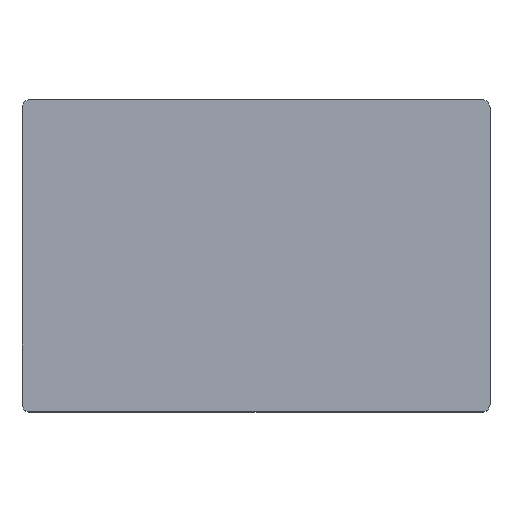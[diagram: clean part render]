
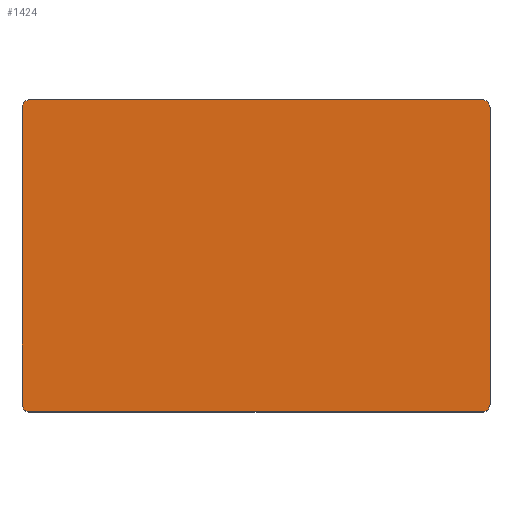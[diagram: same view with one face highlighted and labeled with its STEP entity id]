
A CAD part, top view. The second image highlights one B-rep face of the part: STEP entity #1424.
In plain terms, the highlighted planar face has unit normal (0, 0, 1).
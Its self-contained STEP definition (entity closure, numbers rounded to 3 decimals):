
#92=PLANE('',#1568);
#168=FACE_OUTER_BOUND('',#254,.T.);
#254=EDGE_LOOP('',(#1302,#1303,#1304,#1305,#1306,#1307,#1308,#1309));
#401=LINE('',#2338,#558);
#405=LINE('',#2350,#562);
#409=LINE('',#2362,#566);
#413=LINE('',#2372,#570);
#558=VECTOR('',#1926,10.);
#562=VECTOR('',#1938,10.);
#566=VECTOR('',#1950,10.);
#570=VECTOR('',#1962,10.);
#604=CIRCLE('',#1554,2.);
#606=CIRCLE('',#1558,2.);
#608=CIRCLE('',#1562,2.);
#610=CIRCLE('',#1566,2.);
#725=VERTEX_POINT('',#2329);
#726=VERTEX_POINT('',#2331);
#728=VERTEX_POINT('',#2337);
#730=VERTEX_POINT('',#2343);
#732=VERTEX_POINT('',#2349);
#734=VERTEX_POINT('',#2355);
#736=VERTEX_POINT('',#2361);
#738=VERTEX_POINT('',#2367);
#914=EDGE_CURVE('',#726,#725,#604,.T.);
#917=EDGE_CURVE('',#728,#726,#401,.T.);
#920=EDGE_CURVE('',#730,#728,#606,.T.);
#923=EDGE_CURVE('',#732,#730,#405,.T.);
#926=EDGE_CURVE('',#734,#732,#608,.T.);
#929=EDGE_CURVE('',#736,#734,#409,.T.);
#932=EDGE_CURVE('',#738,#736,#610,.T.);
#935=EDGE_CURVE('',#725,#738,#413,.T.);
#1302=ORIENTED_EDGE('',*,*,#935,.T.);
#1303=ORIENTED_EDGE('',*,*,#932,.T.);
#1304=ORIENTED_EDGE('',*,*,#929,.T.);
#1305=ORIENTED_EDGE('',*,*,#926,.T.);
#1306=ORIENTED_EDGE('',*,*,#923,.T.);
#1307=ORIENTED_EDGE('',*,*,#920,.T.);
#1308=ORIENTED_EDGE('',*,*,#917,.T.);
#1309=ORIENTED_EDGE('',*,*,#914,.T.);
#1424=ADVANCED_FACE('',(#168),#92,.T.);
#1554=AXIS2_PLACEMENT_3D('',#2332,#1920,#1921);
#1558=AXIS2_PLACEMENT_3D('',#2344,#1932,#1933);
#1562=AXIS2_PLACEMENT_3D('',#2356,#1944,#1945);
#1566=AXIS2_PLACEMENT_3D('',#2368,#1956,#1957);
#1568=AXIS2_PLACEMENT_3D('',#2373,#1963,#1964);
#1920=DIRECTION('center_axis',(0.,0.,1.));
#1921=DIRECTION('ref_axis',(1.,0.,0.));
#1926=DIRECTION('',(0.,1.,0.));
#1932=DIRECTION('center_axis',(0.,0.,1.));
#1933=DIRECTION('ref_axis',(0.,-1.,0.));
#1938=DIRECTION('',(1.,0.,0.));
#1944=DIRECTION('center_axis',(0.,0.,1.));
#1945=DIRECTION('ref_axis',(-1.,0.,0.));
#1950=DIRECTION('',(0.,-1.,0.));
#1956=DIRECTION('center_axis',(0.,0.,1.));
#1957=DIRECTION('ref_axis',(0.,1.,0.));
#1962=DIRECTION('',(-1.,0.,0.));
#1963=DIRECTION('center_axis',(0.,0.,1.));
#1964=DIRECTION('ref_axis',(-1.,0.,0.));
#2329=CARTESIAN_POINT('',(118.,80.,35.));
#2331=CARTESIAN_POINT('',(120.,78.,35.));
#2332=CARTESIAN_POINT('Origin',(118.,78.,35.));
#2337=CARTESIAN_POINT('',(120.,2.,35.));
#2338=CARTESIAN_POINT('',(120.,2.,35.));
#2343=CARTESIAN_POINT('',(118.,0.,35.));
#2344=CARTESIAN_POINT('Origin',(118.,2.,35.));
#2349=CARTESIAN_POINT('',(2.,0.,35.));
#2350=CARTESIAN_POINT('',(2.,0.,35.));
#2355=CARTESIAN_POINT('',(0.,2.,35.));
#2356=CARTESIAN_POINT('Origin',(2.,2.,35.));
#2361=CARTESIAN_POINT('',(0.,78.,35.));
#2362=CARTESIAN_POINT('',(0.,78.,35.));
#2367=CARTESIAN_POINT('',(2.,80.,35.));
#2368=CARTESIAN_POINT('Origin',(2.,78.,35.));
#2372=CARTESIAN_POINT('',(118.,80.,35.));
#2373=CARTESIAN_POINT('Origin',(60.,40.,35.));
